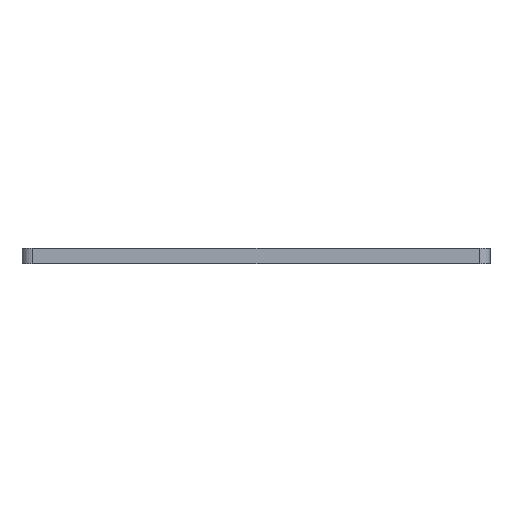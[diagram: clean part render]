
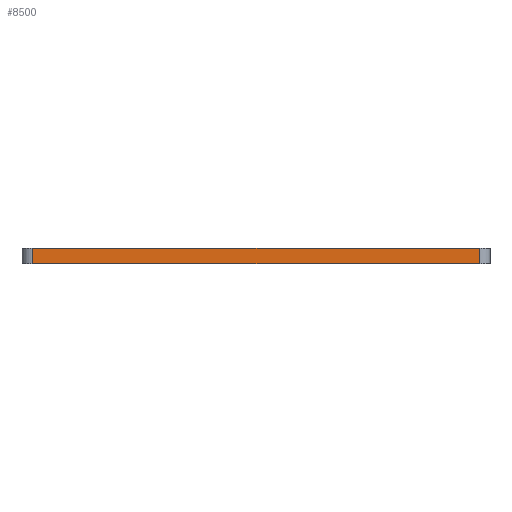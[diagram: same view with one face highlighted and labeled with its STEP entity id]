
A CAD part, left-side view. The second image highlights one B-rep face of the part: STEP entity #8500.
In plain terms, the highlighted planar face has unit normal (-1, 0, 0).
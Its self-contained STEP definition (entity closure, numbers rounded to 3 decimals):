
#184 = FACE_OUTER_BOUND ( 'NONE', #2396, .T. ) ;
#379 = VECTOR ( 'NONE', #7216, 1000. ) ;
#718 = ORIENTED_EDGE ( 'NONE', *, *, #9027, .T. ) ;
#929 = VECTOR ( 'NONE', #4724, 1000. ) ;
#1032 = EDGE_CURVE ( 'NONE', #1865, #7772, #3240, .T. ) ;
#1060 = LINE ( 'NONE', #8152, #8265 ) ;
#1525 = VERTEX_POINT ( 'NONE', #1923 ) ;
#1567 = DIRECTION ( 'NONE',  ( 0., 0., 1. ) ) ;
#1865 = VERTEX_POINT ( 'NONE', #8092 ) ;
#1923 = CARTESIAN_POINT ( 'NONE',  ( 835.525, 400.897, 0. ) ) ;
#2215 = EDGE_CURVE ( 'NONE', #6620, #7772, #8987, .T. ) ;
#2276 = CARTESIAN_POINT ( 'NONE',  ( 835.525, 402.897, 3. ) ) ;
#2396 = EDGE_LOOP ( 'NONE', ( #6068, #5238, #8823, #718 ) ) ;
#2904 = CARTESIAN_POINT ( 'NONE',  ( 835.525, 400.897, 3. ) ) ;
#3240 = LINE ( 'NONE', #4493, #6134 ) ;
#3401 = CARTESIAN_POINT ( 'NONE',  ( 835.525, 400.897, 3. ) ) ;
#4493 = CARTESIAN_POINT ( 'NONE',  ( 835.525, 316.091, 3. ) ) ;
#4724 = DIRECTION ( 'NONE',  ( 0., 0., -1. ) ) ;
#4996 = CARTESIAN_POINT ( 'NONE',  ( 835.525, 402.897, 3. ) ) ;
#5226 = CARTESIAN_POINT ( 'NONE',  ( 835.525, 316.091, 3. ) ) ;
#5238 = ORIENTED_EDGE ( 'NONE', *, *, #1032, .T. ) ;
#5665 = AXIS2_PLACEMENT_3D ( 'NONE', #4996, #6607, #8773 ) ;
#5802 = LINE ( 'NONE', #2904, #929 ) ;
#6068 = ORIENTED_EDGE ( 'NONE', *, *, #7993, .T. ) ;
#6134 = VECTOR ( 'NONE', #1567, 1000. ) ;
#6607 = DIRECTION ( 'NONE',  ( 1., 0., 0. ) ) ;
#6620 = VERTEX_POINT ( 'NONE', #3401 ) ;
#7216 = DIRECTION ( 'NONE',  ( 0., -1., 0. ) ) ;
#7772 = VERTEX_POINT ( 'NONE', #5226 ) ;
#7993 = EDGE_CURVE ( 'NONE', #1525, #1865, #1060, .T. ) ;
#8092 = CARTESIAN_POINT ( 'NONE',  ( 835.525, 316.091, 0. ) ) ;
#8152 = CARTESIAN_POINT ( 'NONE',  ( 835.525, 402.897, 0. ) ) ;
#8265 = VECTOR ( 'NONE', #8840, 1000. ) ;
#8500 = ADVANCED_FACE ( 'NONE', ( #184 ), #8590, .F. ) ;
#8590 = PLANE ( 'NONE',  #5665 ) ;
#8773 = DIRECTION ( 'NONE',  ( 0., 0., -1. ) ) ;
#8823 = ORIENTED_EDGE ( 'NONE', *, *, #2215, .F. ) ;
#8840 = DIRECTION ( 'NONE',  ( 0., -1., 0. ) ) ;
#8987 = LINE ( 'NONE', #2276, #379 ) ;
#9027 = EDGE_CURVE ( 'NONE', #6620, #1525, #5802, .T. ) ;
